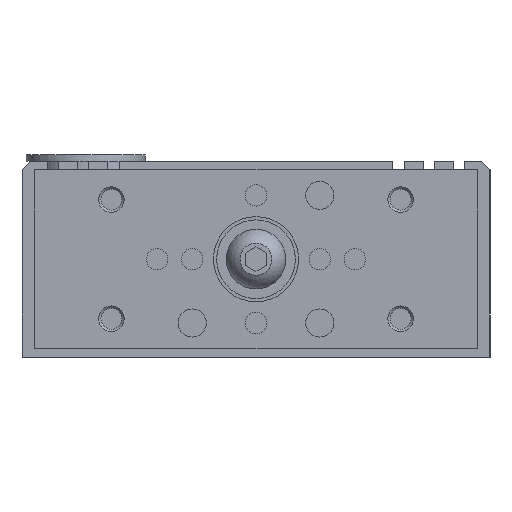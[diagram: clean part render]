
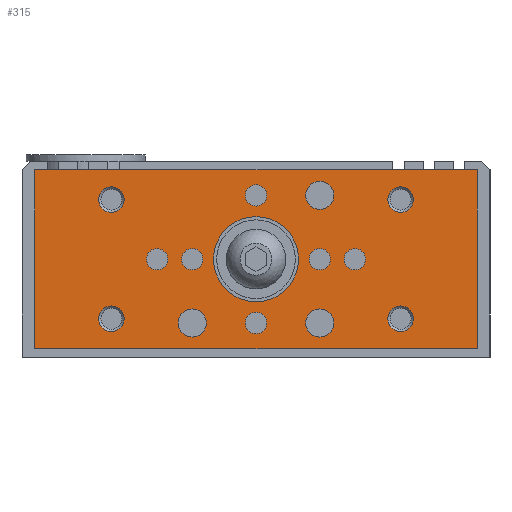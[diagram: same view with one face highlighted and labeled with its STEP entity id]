
A CAD part, left-side view. The second image highlights one B-rep face of the part: STEP entity #315.
In plain terms, the highlighted planar face has unit normal (-1, 0, 0).
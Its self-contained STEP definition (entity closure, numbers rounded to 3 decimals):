
#315 = ADVANCED_FACE( '', ( #850, #851, #852, #853, #854, #855, #856, #857, #858, #859, #860, #861, #862, #863, #864 ), #865, .F. );
#850 = FACE_BOUND( '', #1734, .T. );
#851 = FACE_BOUND( '', #1735, .T. );
#852 = FACE_BOUND( '', #1736, .T. );
#853 = FACE_BOUND( '', #1737, .T. );
#854 = FACE_BOUND( '', #1738, .T. );
#855 = FACE_BOUND( '', #1739, .T. );
#856 = FACE_BOUND( '', #1740, .T. );
#857 = FACE_BOUND( '', #1741, .T. );
#858 = FACE_BOUND( '', #1742, .T. );
#859 = FACE_BOUND( '', #1743, .T. );
#860 = FACE_BOUND( '', #1744, .T. );
#861 = FACE_BOUND( '', #1745, .T. );
#862 = FACE_BOUND( '', #1746, .T. );
#863 = FACE_BOUND( '', #1747, .T. );
#864 = FACE_OUTER_BOUND( '', #1748, .T. );
#865 = PLANE( '', #1749 );
#1734 = EDGE_LOOP( '', ( #2696 ) );
#1735 = EDGE_LOOP( '', ( #2697 ) );
#1736 = EDGE_LOOP( '', ( #2698 ) );
#1737 = EDGE_LOOP( '', ( #2699 ) );
#1738 = EDGE_LOOP( '', ( #2700 ) );
#1739 = EDGE_LOOP( '', ( #2701 ) );
#1740 = EDGE_LOOP( '', ( #2702 ) );
#1741 = EDGE_LOOP( '', ( #2703 ) );
#1742 = EDGE_LOOP( '', ( #2704 ) );
#1743 = EDGE_LOOP( '', ( #2705 ) );
#1744 = EDGE_LOOP( '', ( #2706 ) );
#1745 = EDGE_LOOP( '', ( #2707 ) );
#1746 = EDGE_LOOP( '', ( #2708 ) );
#1747 = EDGE_LOOP( '', ( #2709 ) );
#1748 = EDGE_LOOP( '', ( #2710, #2711, #2712, #2713 ) );
#1749 = AXIS2_PLACEMENT_3D( '', #2714, #2715, #2716 );
#2696 = ORIENTED_EDGE( '', *, *, #4399, .T. );
#2697 = ORIENTED_EDGE( '', *, *, #4400, .T. );
#2698 = ORIENTED_EDGE( '', *, *, #4401, .T. );
#2699 = ORIENTED_EDGE( '', *, *, #4402, .T. );
#2700 = ORIENTED_EDGE( '', *, *, #4403, .T. );
#2701 = ORIENTED_EDGE( '', *, *, #4404, .T. );
#2702 = ORIENTED_EDGE( '', *, *, #4405, .T. );
#2703 = ORIENTED_EDGE( '', *, *, #4406, .F. );
#2704 = ORIENTED_EDGE( '', *, *, #4407, .T. );
#2705 = ORIENTED_EDGE( '', *, *, #4408, .T. );
#2706 = ORIENTED_EDGE( '', *, *, #4409, .F. );
#2707 = ORIENTED_EDGE( '', *, *, #4410, .F. );
#2708 = ORIENTED_EDGE( '', *, *, #4298, .T. );
#2709 = ORIENTED_EDGE( '', *, *, #4411, .T. );
#2710 = ORIENTED_EDGE( '', *, *, #4412, .F. );
#2711 = ORIENTED_EDGE( '', *, *, #4413, .F. );
#2712 = ORIENTED_EDGE( '', *, *, #4414, .F. );
#2713 = ORIENTED_EDGE( '', *, *, #4415, .F. );
#2714 = CARTESIAN_POINT( '', ( -106., 52., 44. ) );
#2715 = DIRECTION( '', ( 1., 0., 0. ) );
#2716 = DIRECTION( '', ( 0., 0., 1. ) );
#4298 = EDGE_CURVE( '', #4961, #4961, #4962, .T. );
#4399 = EDGE_CURVE( '', #5139, #5139, #5140, .T. );
#4400 = EDGE_CURVE( '', #5141, #5141, #5142, .T. );
#4401 = EDGE_CURVE( '', #5143, #5143, #5144, .T. );
#4402 = EDGE_CURVE( '', #5145, #5145, #5146, .T. );
#4403 = EDGE_CURVE( '', #5147, #5147, #5148, .T. );
#4404 = EDGE_CURVE( '', #5149, #5149, #5150, .T. );
#4405 = EDGE_CURVE( '', #5151, #5151, #5152, .T. );
#4406 = EDGE_CURVE( '', #5153, #5153, #5154, .T. );
#4407 = EDGE_CURVE( '', #5155, #5155, #5156, .T. );
#4408 = EDGE_CURVE( '', #5157, #5157, #5158, .T. );
#4409 = EDGE_CURVE( '', #5159, #5159, #5160, .T. );
#4410 = EDGE_CURVE( '', #5161, #5161, #5162, .T. );
#4411 = EDGE_CURVE( '', #5163, #5163, #5164, .T. );
#4412 = EDGE_CURVE( '', #5165, #5166, #5167, .T. );
#4413 = EDGE_CURVE( '', #5168, #5165, #5169, .T. );
#4414 = EDGE_CURVE( '', #5170, #5168, #5171, .T. );
#4415 = EDGE_CURVE( '', #5166, #5170, #5172, .T. );
#4961 = VERTEX_POINT( '', #5939 );
#4962 = CIRCLE( '', #5940, 3. );
#5139 = VERTEX_POINT( '', #6165 );
#5140 = CIRCLE( '', #6166, 2.51 );
#5141 = VERTEX_POINT( '', #6167 );
#5142 = CIRCLE( '', #6168, 2.51 );
#5143 = VERTEX_POINT( '', #6169 );
#5144 = CIRCLE( '', #6170, 2.51 );
#5145 = VERTEX_POINT( '', #6171 );
#5146 = CIRCLE( '', #6172, 2.51 );
#5147 = VERTEX_POINT( '', #6173 );
#5148 = CIRCLE( '', #6174, 3.3 );
#5149 = VERTEX_POINT( '', #6175 );
#5150 = CIRCLE( '', #6176, 3.3 );
#5151 = VERTEX_POINT( '', #6177 );
#5152 = CIRCLE( '', #6178, 3.3 );
#5153 = VERTEX_POINT( '', #6179 );
#5154 = CIRCLE( '', #6180, 2.51 );
#5155 = VERTEX_POINT( '', #6181 );
#5156 = CIRCLE( '', #6182, 2.51 );
#5157 = VERTEX_POINT( '', #6183 );
#5158 = CIRCLE( '', #6184, 3. );
#5159 = VERTEX_POINT( '', #6185 );
#5160 = CIRCLE( '', #6186, 3. );
#5161 = VERTEX_POINT( '', #6187 );
#5162 = CIRCLE( '', #6188, 3. );
#5163 = VERTEX_POINT( '', #6189 );
#5164 = CIRCLE( '', #6190, 10. );
#5165 = VERTEX_POINT( '', #6191 );
#5166 = VERTEX_POINT( '', #6192 );
#5167 = LINE( '', #6193, #6194 );
#5168 = VERTEX_POINT( '', #6195 );
#5169 = LINE( '', #6196, #6197 );
#5170 = VERTEX_POINT( '', #6198 );
#5171 = LINE( '', #6199, #6200 );
#5172 = LINE( '', #6201, #6202 );
#5939 = CARTESIAN_POINT( '', ( -106., -31., 37. ) );
#5940 = AXIS2_PLACEMENT_3D( '', #7374, #7375, #7376 );
#6165 = CARTESIAN_POINT( '', ( -106., 0., 10.51 ) );
#6166 = AXIS2_PLACEMENT_3D( '', #7534, #7535, #7536 );
#6167 = CARTESIAN_POINT( '', ( -106., 12.49, 23. ) );
#6168 = AXIS2_PLACEMENT_3D( '', #7537, #7538, #7539 );
#6169 = CARTESIAN_POINT( '', ( -106., 0., 35.49 ) );
#6170 = AXIS2_PLACEMENT_3D( '', #7540, #7541, #7542 );
#6171 = CARTESIAN_POINT( '', ( -106., -12.49, 23. ) );
#6172 = AXIS2_PLACEMENT_3D( '', #7543, #7544, #7545 );
#6173 = CARTESIAN_POINT( '', ( -106., 15., 4.7 ) );
#6174 = AXIS2_PLACEMENT_3D( '', #7546, #7547, #7548 );
#6175 = CARTESIAN_POINT( '', ( -106., -15., 4.7 ) );
#6176 = AXIS2_PLACEMENT_3D( '', #7549, #7550, #7551 );
#6177 = CARTESIAN_POINT( '', ( -106., -15., 34.7 ) );
#6178 = AXIS2_PLACEMENT_3D( '', #7552, #7553, #7554 );
#6179 = CARTESIAN_POINT( '', ( -106., 20.74, 23. ) );
#6180 = AXIS2_PLACEMENT_3D( '', #7555, #7556, #7557 );
#6181 = CARTESIAN_POINT( '', ( -106., -20.74, 23. ) );
#6182 = AXIS2_PLACEMENT_3D( '', #7558, #7559, #7560 );
#6183 = CARTESIAN_POINT( '', ( -106., 31., 9. ) );
#6184 = AXIS2_PLACEMENT_3D( '', #7561, #7562, #7563 );
#6185 = CARTESIAN_POINT( '', ( -106., -31., 9. ) );
#6186 = AXIS2_PLACEMENT_3D( '', #7564, #7565, #7566 );
#6187 = CARTESIAN_POINT( '', ( -106., 31., 37. ) );
#6188 = AXIS2_PLACEMENT_3D( '', #7567, #7568, #7569 );
#6189 = CARTESIAN_POINT( '', ( -106., 10., 23. ) );
#6190 = AXIS2_PLACEMENT_3D( '', #7570, #7571, #7572 );
#6191 = CARTESIAN_POINT( '', ( -106., 52., 2. ) );
#6192 = CARTESIAN_POINT( '', ( -106., 52., 44. ) );
#6193 = CARTESIAN_POINT( '', ( -106., 52., 2. ) );
#6194 = VECTOR( '', #7573, 1000. );
#6195 = CARTESIAN_POINT( '', ( -106., -52., 2. ) );
#6196 = CARTESIAN_POINT( '', ( -106., -52., 2. ) );
#6197 = VECTOR( '', #7574, 1000. );
#6198 = CARTESIAN_POINT( '', ( -106., -52., 44. ) );
#6199 = CARTESIAN_POINT( '', ( -106., -52., 44. ) );
#6200 = VECTOR( '', #7575, 1000. );
#6201 = CARTESIAN_POINT( '', ( -106., 52., 44. ) );
#6202 = VECTOR( '', #7576, 1000. );
#7374 = CARTESIAN_POINT( '', ( -106., -34., 37. ) );
#7375 = DIRECTION( '', ( 1., 0., 0. ) );
#7376 = DIRECTION( '', ( 0., 1., 0. ) );
#7534 = CARTESIAN_POINT( '', ( -106., 0., 8. ) );
#7535 = DIRECTION( '', ( 1., 0., 0. ) );
#7536 = DIRECTION( '', ( 0., 0., 1. ) );
#7537 = CARTESIAN_POINT( '', ( -106., 15., 23. ) );
#7538 = DIRECTION( '', ( 1., 0., 0. ) );
#7539 = DIRECTION( '', ( 0., -1., 0. ) );
#7540 = CARTESIAN_POINT( '', ( -106., 0., 38. ) );
#7541 = DIRECTION( '', ( 1., 0., 0. ) );
#7542 = DIRECTION( '', ( 0., 0., -1. ) );
#7543 = CARTESIAN_POINT( '', ( -106., -15., 23. ) );
#7544 = DIRECTION( '', ( 1., 0., 0. ) );
#7545 = DIRECTION( '', ( 0., 1., 0. ) );
#7546 = CARTESIAN_POINT( '', ( -106., 15., 8. ) );
#7547 = DIRECTION( '', ( 1., 0., 0. ) );
#7548 = DIRECTION( '', ( 0., 0., -1. ) );
#7549 = CARTESIAN_POINT( '', ( -106., -15., 8. ) );
#7550 = DIRECTION( '', ( 1., 0., 0. ) );
#7551 = DIRECTION( '', ( 0., 0., -1. ) );
#7552 = CARTESIAN_POINT( '', ( -106., -15., 38. ) );
#7553 = DIRECTION( '', ( 1., 0., 0. ) );
#7554 = DIRECTION( '', ( 0., 0., -1. ) );
#7555 = CARTESIAN_POINT( '', ( -106., 23.25, 23. ) );
#7556 = DIRECTION( '', ( -1., 0., 0. ) );
#7557 = DIRECTION( '', ( 0., -1., 0. ) );
#7558 = CARTESIAN_POINT( '', ( -106., -23.25, 23. ) );
#7559 = DIRECTION( '', ( 1., 0., 0. ) );
#7560 = DIRECTION( '', ( 0., 1., 0. ) );
#7561 = CARTESIAN_POINT( '', ( -106., 34., 9. ) );
#7562 = DIRECTION( '', ( 1., 0., 0. ) );
#7563 = DIRECTION( '', ( 0., -1., 0. ) );
#7564 = CARTESIAN_POINT( '', ( -106., -34., 9. ) );
#7565 = DIRECTION( '', ( -1., 0., 0. ) );
#7566 = DIRECTION( '', ( 0., 1., 0. ) );
#7567 = CARTESIAN_POINT( '', ( -106., 34., 37. ) );
#7568 = DIRECTION( '', ( -1., 0., 0. ) );
#7569 = DIRECTION( '', ( 0., -1., 0. ) );
#7570 = CARTESIAN_POINT( '', ( -106., 0., 23. ) );
#7571 = DIRECTION( '', ( 1., 0., 0. ) );
#7572 = DIRECTION( '', ( 0., 1., 0. ) );
#7573 = DIRECTION( '', ( 0., 0., 1. ) );
#7574 = DIRECTION( '', ( 0., 1., 0. ) );
#7575 = DIRECTION( '', ( 0., 0., -1. ) );
#7576 = DIRECTION( '', ( 0., -1., 0. ) );
